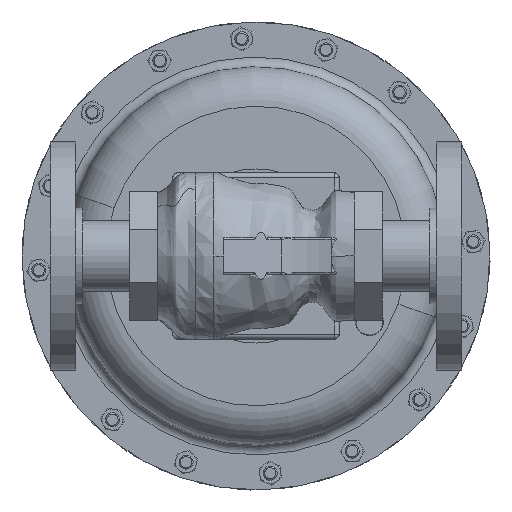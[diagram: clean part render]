
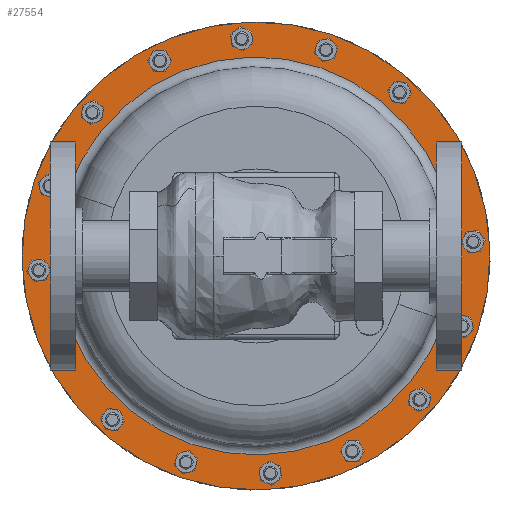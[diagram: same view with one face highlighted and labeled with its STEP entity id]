
A CAD part, front view. The second image highlights one B-rep face of the part: STEP entity #27554.
In plain terms, the highlighted planar face has unit normal (0, -1, 0).
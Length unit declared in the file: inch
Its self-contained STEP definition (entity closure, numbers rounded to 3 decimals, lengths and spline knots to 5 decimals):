
#3129 = ORIENTED_EDGE ( 'NONE', *, *, #11403, .F. ) ;
#3822 = CARTESIAN_POINT ( 'NONE',  ( 0., 10.483, 0. ) ) ;
#5493 = DIRECTION ( 'NONE',  ( 0., 1., 0. ) ) ;
#5555 = EDGE_LOOP ( 'NONE', ( #3129, #14794 ) ) ;
#5725 = EDGE_CURVE ( 'NONE', #41793, #12918, #40030, .T. ) ;
#6799 = CARTESIAN_POINT ( 'NONE',  ( -2.009, 10.483, -5.91831 ) ) ;
#7208 = VERTEX_POINT ( 'NONE', #38373 ) ;
#7391 = DIRECTION ( 'NONE',  ( 0.947, 0., -0.321 ) ) ;
#8037 = CARTESIAN_POINT ( 'NONE',  ( 0., 10.483, 0. ) ) ;
#9185 = CIRCLE ( 'NONE', #19978, 5.315 ) ;
#10784 = CIRCLE ( 'NONE', #32410, 6.25 ) ;
#11403 = EDGE_CURVE ( 'NONE', #12918, #41793, #10784, .T. ) ;
#11631 = DIRECTION ( 'NONE',  ( 0.947, 0., -0.321 ) ) ;
#12918 = VERTEX_POINT ( 'NONE', #31521 ) ;
#13078 = CIRCLE ( 'NONE', #21452, 5.315 ) ;
#13962 = DIRECTION ( 'NONE',  ( 0., -1., 0. ) ) ;
#14794 = ORIENTED_EDGE ( 'NONE', *, *, #5725, .F. ) ;
#17172 = AXIS2_PLACEMENT_3D ( 'NONE', #17460, #42289, #20984 ) ;
#17460 = CARTESIAN_POINT ( 'NONE',  ( 0., 10.483, 0. ) ) ;
#17774 = VERTEX_POINT ( 'NONE', #41598 ) ;
#19978 = AXIS2_PLACEMENT_3D ( 'NONE', #8037, #32858, #11631 ) ;
#20984 = DIRECTION ( 'NONE',  ( 0.947, 0., -0.321 ) ) ;
#21452 = AXIS2_PLACEMENT_3D ( 'NONE', #3822, #28625, #7391 ) ;
#23114 = FACE_OUTER_BOUND ( 'NONE', #5555, .T. ) ;
#26739 = CARTESIAN_POINT ( 'NONE',  ( 0., 10.483, 0. ) ) ;
#26866 = ORIENTED_EDGE ( 'NONE', *, *, #28562, .T. ) ;
#27554 = ADVANCED_FACE ( 'NONE', ( #33669, #23114 ), #45621, .T. ) ;
#28562 = EDGE_CURVE ( 'NONE', #7208, #17774, #9185, .T. ) ;
#28625 = DIRECTION ( 'NONE',  ( 0., 1., 0. ) ) ;
#28850 = EDGE_CURVE ( 'NONE', #17774, #7208, #13078, .T. ) ;
#30290 = DIRECTION ( 'NONE',  ( 0.947, 0., -0.321 ) ) ;
#31521 = CARTESIAN_POINT ( 'NONE',  ( 5.91831, 10.483, -2.009 ) ) ;
#32410 = AXIS2_PLACEMENT_3D ( 'NONE', #26739, #5493, #30290 ) ;
#32858 = DIRECTION ( 'NONE',  ( 0., 1., 0. ) ) ;
#33669 = FACE_BOUND ( 'NONE', #45927, .T. ) ;
#37354 = ORIENTED_EDGE ( 'NONE', *, *, #28850, .T. ) ;
#38373 = CARTESIAN_POINT ( 'NONE',  ( 5.03293, 10.483, -1.70845 ) ) ;
#38791 = DIRECTION ( 'NONE',  ( -0.947, 0., 0.321 ) ) ;
#39888 = CARTESIAN_POINT ( 'NONE',  ( -5.91831, 10.483, 2.009 ) ) ;
#40030 = CIRCLE ( 'NONE', #17172, 6.25 ) ;
#41598 = CARTESIAN_POINT ( 'NONE',  ( -5.03293, 10.483, 1.70845 ) ) ;
#41793 = VERTEX_POINT ( 'NONE', #39888 ) ;
#42289 = DIRECTION ( 'NONE',  ( 0., 1., 0. ) ) ;
#44075 = AXIS2_PLACEMENT_3D ( 'NONE', #6799, #13962, #38791 ) ;
#45621 = PLANE ( 'NONE',  #44075 ) ;
#45927 = EDGE_LOOP ( 'NONE', ( #26866, #37354 ) ) ;
